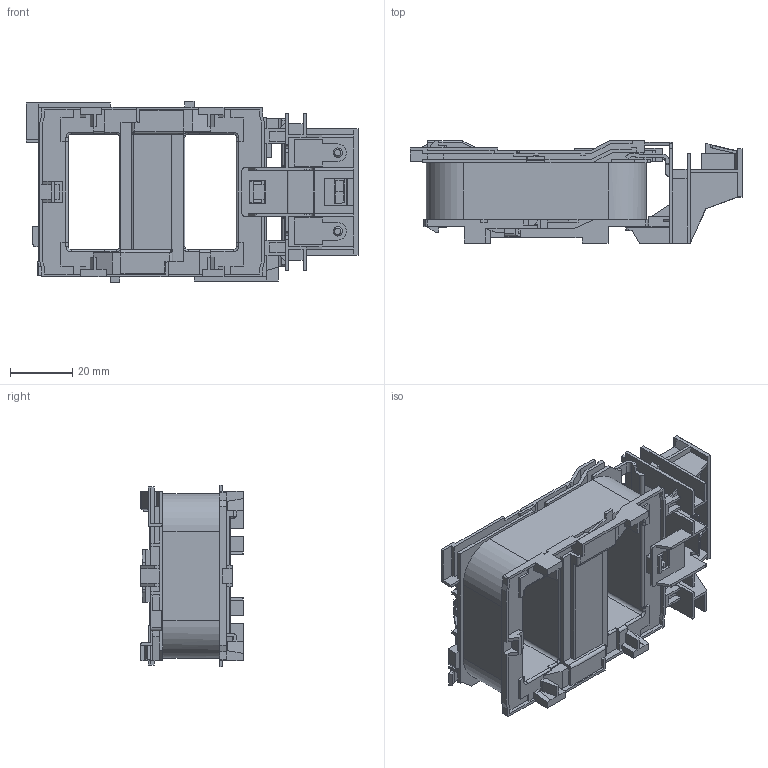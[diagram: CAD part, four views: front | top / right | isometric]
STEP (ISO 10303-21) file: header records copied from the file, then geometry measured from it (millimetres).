
FILE_DESCRIPTION (( 'STEP AP214' ), '1' );
FILE_NAME ('B3TY7483-0AM1.STEP', '2021-02-18T05:28:28', ( '' ), ( '' ), 'SwSTEP 2.0', 'SolidWorks 2017', '' );
FILE_SCHEMA (( 'AUTOMOTIVE_DESIGN' ));
Length unit declared in the file: millimetre
Products named in the file (1): B3TY7483-0AM1
Bounding box: 106.3 x 32.9 x 58 mm (x, y, z)
Volume: 62166.8 mm3; surface area: 37290 mm2
Topology: 1 solids, 2 shells, 1117 faces, 3173 edges, 2034 vertices
Faces by surface type: plane 903, cylinder 166, torus 28, sphere 10, bspline 6, cone 4
Entity records: 35719 total; most frequent: CARTESIAN_POINT 6517, ORIENTED_EDGE 6322, DIRECTION 5729, EDGE_CURVE 3161, VECTOR 2781, LINE 2781, VERTEX_POINT 2034, AXIS2_PLACEMENT_3D 1474
